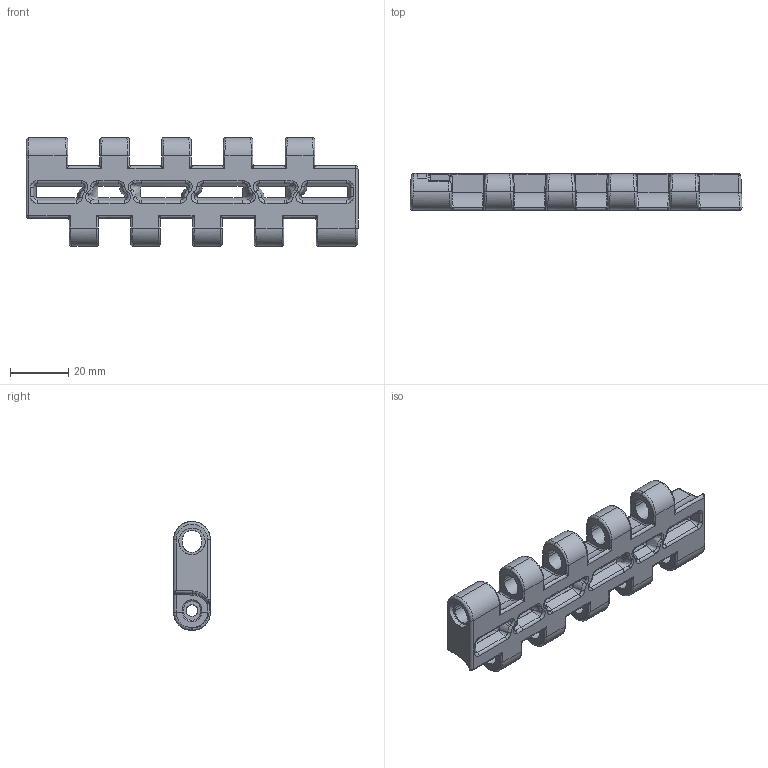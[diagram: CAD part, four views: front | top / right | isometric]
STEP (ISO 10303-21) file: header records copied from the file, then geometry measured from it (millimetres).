
FILE_DESCRIPTION (( 'STEP AP214' ), '1' );
FILE_NAME ('LF9255MV.0134.STEP', '2021-03-12T08:44:55', ( '' ), ( '' ), 'SwSTEP 2.0', 'SolidWorks 2019', '' );
FILE_SCHEMA (( 'AUTOMOTIVE_DESIGN' ));
Length unit declared in the file: millimetre
Products named in the file (1): LF9255MV.0134
Bounding box: 114.24 x 12.7 x 37.5 mm (x, y, z)
Volume: 22047.5 mm3; surface area: 14427.6 mm2
Topology: 1 solids, 1 shells, 942 faces, 2411 edges, 1389 vertices
Faces by surface type: bspline 386, cylinder 315, plane 172, torus 47, cone 19, sphere 3
Entity records: 42763 total; most frequent: CARTESIAN_POINT 24158, ORIENTED_EDGE 4688, DIRECTION 2958, EDGE_CURVE 2344, VERTEX_POINT 1389, AXIS2_PLACEMENT_3D 1142, EDGE_LOOP 959, ADVANCED_FACE 942
